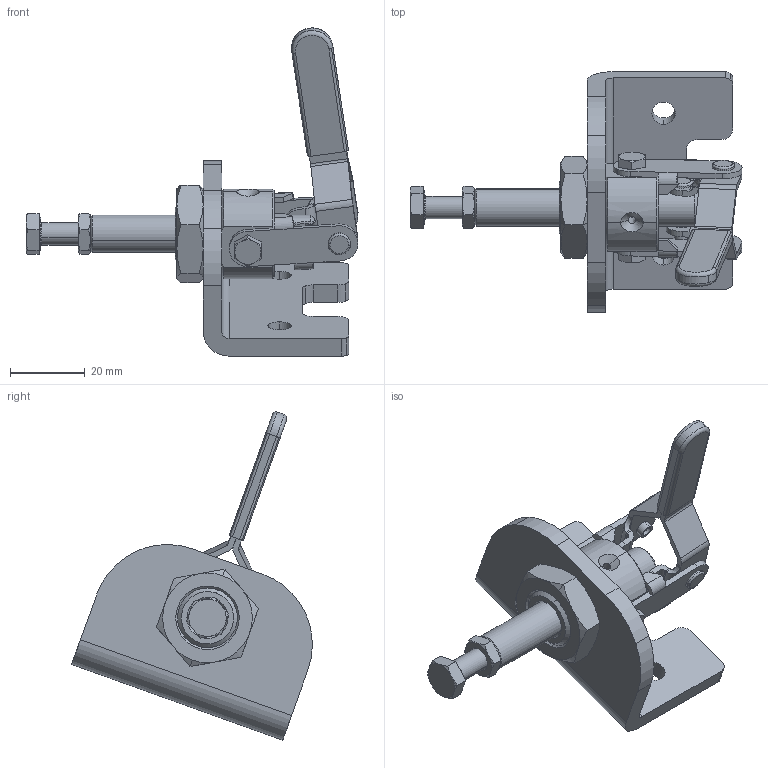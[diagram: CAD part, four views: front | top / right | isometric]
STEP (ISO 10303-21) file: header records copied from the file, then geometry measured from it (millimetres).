
FILE_DESCRIPTION((''),'2;1');
FILE_NAME('350.stp','2005-09-01T11:30:20',('CAD'),(''),'Autodesk Inventor 8','Autodesk Inventor 8','');
FILE_SCHEMA(('AUTOMOTIVE_DESIGN { 1 0 10303 214 1 1 1 1 }'));
Length unit declared in the file: millimetre
Products named in the file (1): Part19
Bounding box: 88.84 x 64.4 x 87.84 mm (x, y, z)
Volume: 35936.4 mm3; surface area: 18489.7 mm2
Topology: 1 solids, 8 shells, 388 faces, 982 edges, 615 vertices
Faces by surface type: plane 124, cylinder 109, cone 86, bspline 61, torus 8
Entity records: 13014 total; most frequent: CARTESIAN_POINT 3869, ORIENTED_EDGE 1952, DIRECTION 1916, EDGE_CURVE 976, AXIS2_PLACEMENT_3D 734, VERTEX_POINT 615, VECTOR 448, LINE 448
